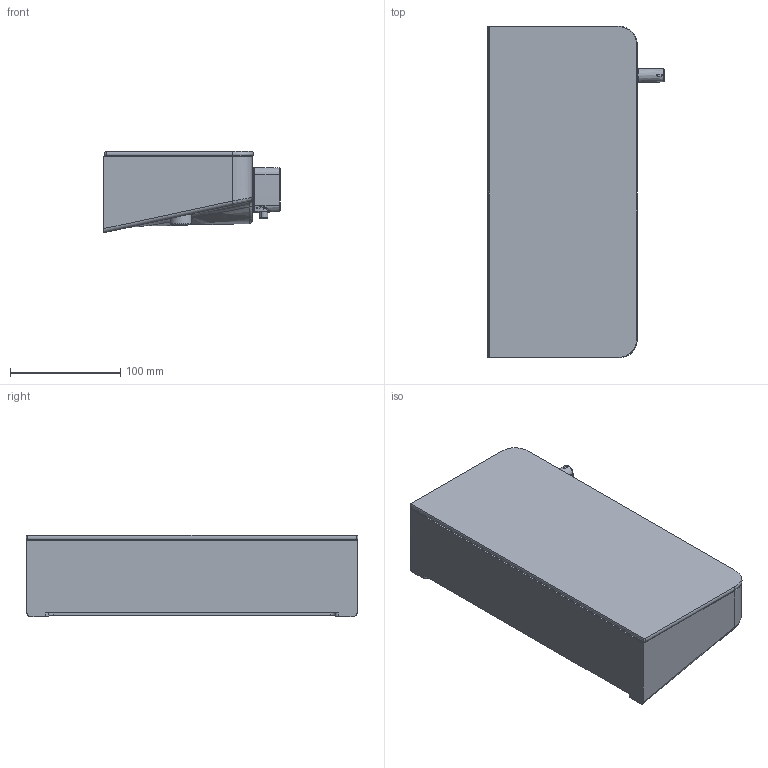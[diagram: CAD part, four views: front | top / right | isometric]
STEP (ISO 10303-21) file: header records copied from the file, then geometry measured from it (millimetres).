
FILE_DESCRIPTION(('CAx-IF Rec.Pracs.---Model Styling and Organization---1.2---2011-12-15','CAx-IF Rec.Pracs.---Geometric and Assembly Validation Properties---4.1---2014-06-16','CAx-IF Rec.Pracs.---PMI Polyline Presentation---2.0---2013-05-24'),'2;1');
FILE_NAME('1000108159_PPR_000.stp','2016-10-12T11:19:14+02:00',(''),(''),'STEP Interface 4.0.1101 by CT CoreTechnologie','3D_Evolution4.0.1101 by CT CoreTechnologie','');
FILE_SCHEMA(('AP203_CONFIGURATION_CONTROLLED_3D_DESIGN_OF_MECHANICAL_PARTS_AND_ASSEMBLIES_MIM_LF'));
Length unit declared in the file: millimetre
Products named in the file (17): P_2 HG ShowerTablet Select 300 DAP DN15 1000108159_PPR_000_A0; P_2 ZUS_Schlauchanschluss mit RV 1000080903_PPR_000_A0; P_2 Rueckflussverhinderer RV  CV15_DN10 1000080909_PPR_000_A0; P_2 Fuehrungshuelse RV DW15_DN10 1000080908_PPA_000_A0; Schlauchanschluß DAP 1000008787_PPA_000_A1; P_2 Gehaeuse_Ecostat Select_DAPT_kpl 1000105671_PPR_000_A0; P_2 HG Metropol Classic Wannenmischer AP 1000107071_PPA_000_A0; Glasabdeckung 1000064927_PPA_000_A3; P_2 Klebepad 1000107506_PPA_000_A0; P_2 Dekorring_Selecta Select plus 1000107503_PPA_000_A0; P_2 BGR_Thermostatgriff_Selecta Click 1000107518_PPR_000_A0; P_2 BGR_Thermostatgriff_Selecta Click 1000107513_PPR_000_A0; P_2 Knopf_TBK 1000107508_PPA_000_A0; P_2 Nutring_Griff_TBK_EB_d38±0,05_D42,2 1000107509_PPA_000_A0; P_2 Thermostatgriff_TBK 1000107510_PPA_000_A0; P_2 Taster AVP DN9_Selecta Select Plus 1000107520_PPR_000_A0; P_2 Taste_Selecta Select Plus 1000107519_PPA_000_A0
Assembly tree (16 placements, depth 4):
  P_2 HG ShowerTablet Select 300 DAP DN15 1000108159_PPR_000_A0
    P_2 ZUS_Schlauchanschluss mit RV 1000080903_PPR_000_A0
      P_2 Rueckflussverhinderer RV  CV15_DN10 1000080909_PPR_000_A0
        P_2 Fuehrungshuelse RV DW15_DN10 1000080908_PPA_000_A0
      Schlauchanschluß DAP 1000008787_PPA_000_A1
    P_2 Gehaeuse_Ecostat Select_DAPT_kpl 1000105671_PPR_000_A0
      P_2 HG Metropol Classic Wannenmischer AP 1000107071_PPA_000_A0
      Glasabdeckung 1000064927_PPA_000_A3
      P_2 Klebepad 1000107506_PPA_000_A0
      P_2 Dekorring_Selecta Select plus 1000107503_PPA_000_A0
    P_2 BGR_Thermostatgriff_Selecta Click 1000107518_PPR_000_A0
      P_2 BGR_Thermostatgriff_Selecta Click 1000107513_PPR_000_A0
        P_2 Knopf_TBK 1000107508_PPA_000_A0
        P_2 Nutring_Griff_TBK_EB_d38±0,05_D42,2 1000107509_PPA_000_A0
        P_2 Thermostatgriff_TBK 1000107510_PPA_000_A0
    P_2 Taster AVP DN9_Selecta Select Plus 1000107520_PPR_000_A0
      P_2 Taste_Selecta Select Plus 1000107519_PPA_000_A0
Bounding box: 160.04 x 301.7 x 73.8 mm (x, y, z)
Volume: 2455123.7 mm3; surface area: 312601.3 mm2
Topology: 10 solids, 10 shells, 286 faces, 661 edges, 396 vertices
Faces by surface type: bspline 166, cylinder 66, plane 54
Entity records: 24768 total; most frequent: CARTESIAN_POINT 14534, ORIENTED_EDGE 1306, DIRECTION 1214, EDGE_CURVE 653, AXIS2_PLACEMENT_3D 502, VERTEX_POINT 396, CIRCLE 365, EDGE_LOOP 305
